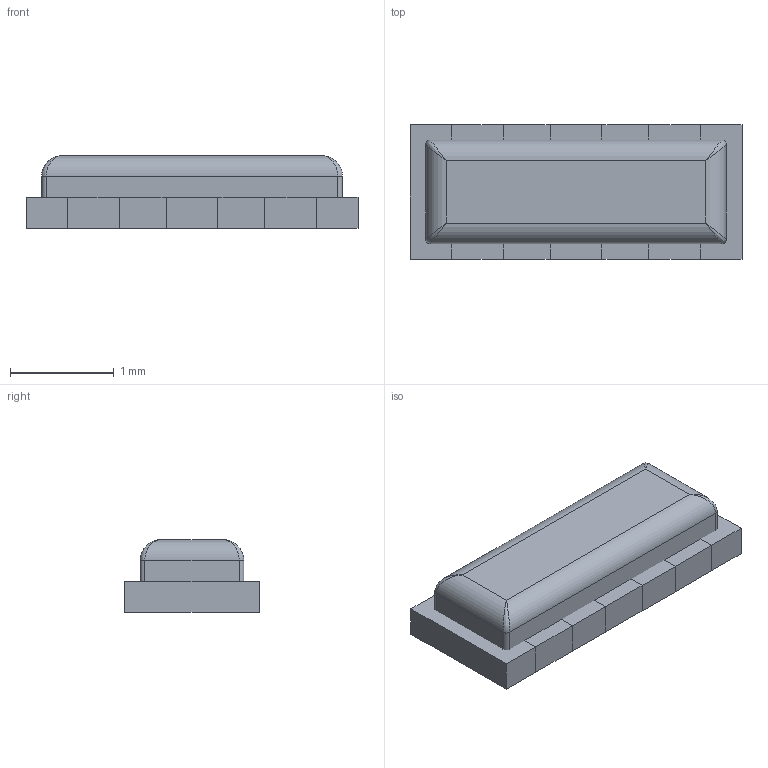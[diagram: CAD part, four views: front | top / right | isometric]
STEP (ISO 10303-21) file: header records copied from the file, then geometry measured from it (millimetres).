
FILE_DESCRIPTION( ( '' ), ' ' );
FILE_NAME( '5756bd24e4b06ac30bac685a.step', '2016-06-07T12:25:08', ( '' ), ( '' ), ' ', ' ', ' ' );
FILE_SCHEMA( ( 'AUTOMOTIVE_DESIGN { 1 0 10303 214 1 1 1 1 }' ) );
Length unit declared in the file: metre
Products named in the file (8): Part 8; Part 5; Part 6; Part 2; Part 3; Part 4; Part 7; Part 1
Bounding box: 3.2 x 1.3 x 0.7 mm (x, y, z)
Surface area: 24.4 mm2
Topology: 8 solids, 8 shells, 84 faces, 196 edges, 124 vertices
Faces by surface type: plane 72, cylinder 8, bspline 4
Entity records: 3294 total; most frequent: CARTESIAN_POINT 644, DIRECTION 384, ORIENTED_EDGE 384, EDGE_CURVE 192, LINE 176, VECTOR 176, VERTEX_POINT 124, AXIS2_PLACEMENT_3D 104
